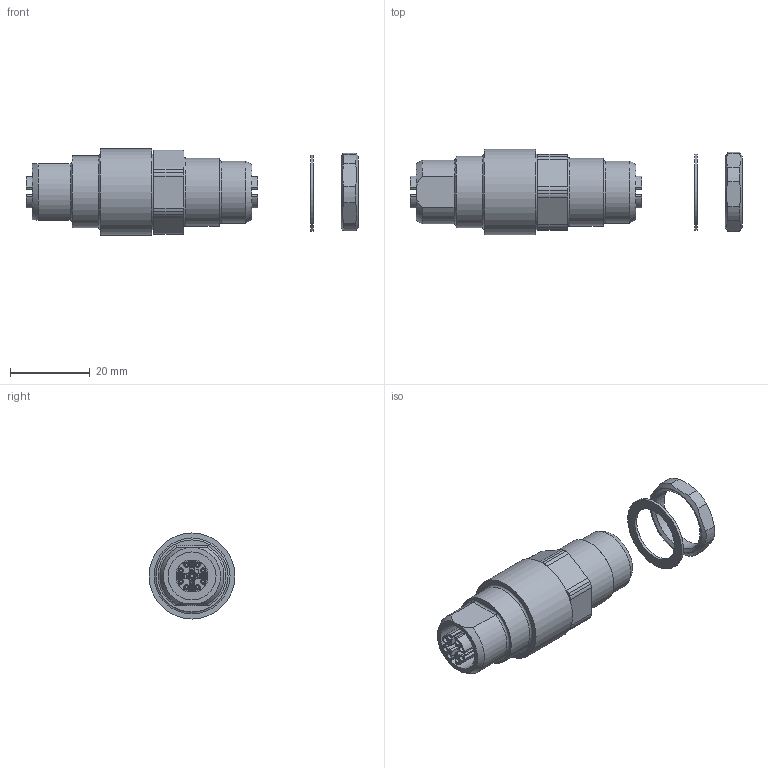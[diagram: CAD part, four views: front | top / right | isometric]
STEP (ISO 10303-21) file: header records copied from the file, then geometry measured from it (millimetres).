
FILE_DESCRIPTION(/* description */ (''),/* implementation_level */ '2;1');
FILE_NAME(/* name */ 'IE-WAKSX8-IE-WAKSX8.stp',/* time_stamp */ '2016-08-15T13:59:45+02:00',/* author */ (''),/* organization */ (''),/* preprocessor_version */ 'ST-DEVELOPER v16',/* originating_system */ 'SIEMENS PLM Software NX 10.0',/* authorisation */ '');
FILE_SCHEMA (('AUTOMOTIVE_DESIGN { 1 0 10303 214 3 1 1 1 }'));
Length unit declared in the file: millimetre
Products named in the file (1): IE-WAKSX8-IE-WAKSX8
Bounding box: 83 x 21.5 x 21.5 mm (x, y, z)
Volume: 13796.6 mm3; surface area: 6437.3 mm2
Topology: 3 solids, 3 shells, 626 faces, 1486 edges, 884 vertices
Faces by surface type: cylinder 290, plane 176, bspline 131, sphere 17, cone 7, torus 5
Full cylindrical faces by diameter (mm): 0.72 x16, 1.29 x16, 12 x2, 14 x1, 15.5 x1, 15.9 x1, 17 x1, 18 x1, 19 x2, 21.5 x1
Entity records: 20843 total; most frequent: CARTESIAN_POINT 7647, ORIENTED_EDGE 2744, DIRECTION 2645, EDGE_CURVE 1372, AXIS2_PLACEMENT_3D 1030, VERTEX_POINT 851, EDGE_LOOP 729, ADVANCED_FACE 626
